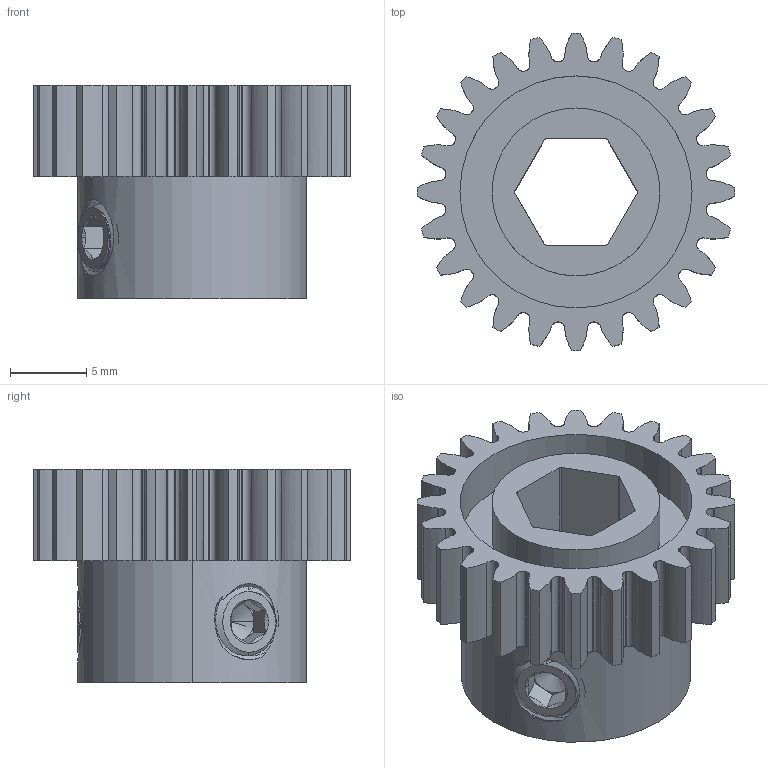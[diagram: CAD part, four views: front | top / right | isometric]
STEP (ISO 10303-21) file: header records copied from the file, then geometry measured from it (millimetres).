
FILE_DESCRIPTION (( 'STEP AP203' ), '1' );
FILE_NAME ('2303-4008-0024 assembly.STEP', '2019-09-10T19:13:41', ( '' ), ( '' ), 'SwSTEP 2.0', 'SolidWorks 2016', '' );
FILE_SCHEMA (( 'CONFIG_CONTROL_DESIGN' ));
Length unit declared in the file: millimetre
Products named in the file (3): 2303-4008-0024 assembly; 2303-4008-0024; 2806-0005-0004_91390A117
Assembly tree (3 placements, depth 2):
  2303-4008-0024 assembly
    2303-4008-0024
    2806-0005-0004_91390A117  x2
Bounding box: 20.8 x 20.8 x 14 mm (x, y, z)
Volume: 2243.7 mm3; surface area: 2515.5 mm2
Topology: 3 solids, 3 shells, 372 faces, 1049 edges, 680 vertices
Faces by surface type: cylinder 131, bspline 114, plane 87, cone 40
Entity records: 25639 total; most frequent: CARTESIAN_POINT 17709, ORIENTED_EDGE 1902, DIRECTION 1171, EDGE_CURVE 951, VERTEX_POINT 627, LINE 405, VECTOR 405, AXIS2_PLACEMENT_3D 383
